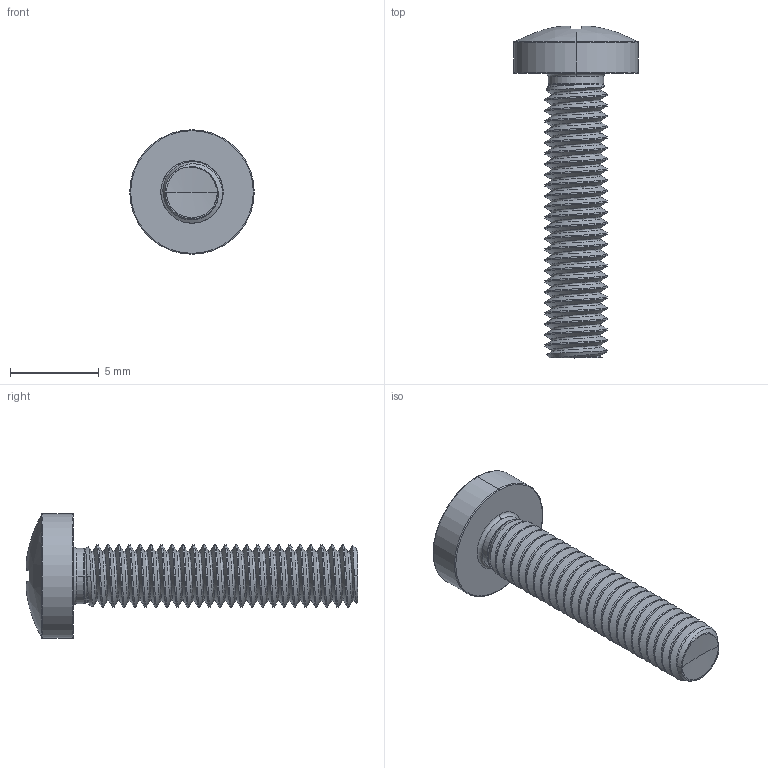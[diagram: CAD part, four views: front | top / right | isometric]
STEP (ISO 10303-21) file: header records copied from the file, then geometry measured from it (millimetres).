
FILE_DESCRIPTION (( 'STEP AP203' ), '1' );
FILE_NAME ('STM320350160.STEP', '2020-12-24T15:23:12', ( '' ), ( '' ), 'SwSTEP 2.0', 'SolidWorks 2015', '' );
FILE_SCHEMA (( 'CONFIG_CONTROL_DESIGN' ));
Length unit declared in the file: millimetre
Products named in the file (2): STM320350160
Bounding box: 7 x 18.66 x 7 mm (x, y, z)
Volume: 203.3 mm3; surface area: 389.2 mm2
Topology: 1 solids, 1 shells, 213 faces, 511 edges, 299 vertices
Faces by surface type: cylinder 74, bspline 46, torus 34, sphere 28, plane 22, cone 9
Entity records: 26666 total; most frequent: CARTESIAN_POINT 22156, ORIENTED_EDGE 1018, DIRECTION 839, EDGE_CURVE 509, AXIS2_PLACEMENT_3D 369, VERTEX_POINT 299, EDGE_LOOP 214, FACE_OUTER_BOUND 213
